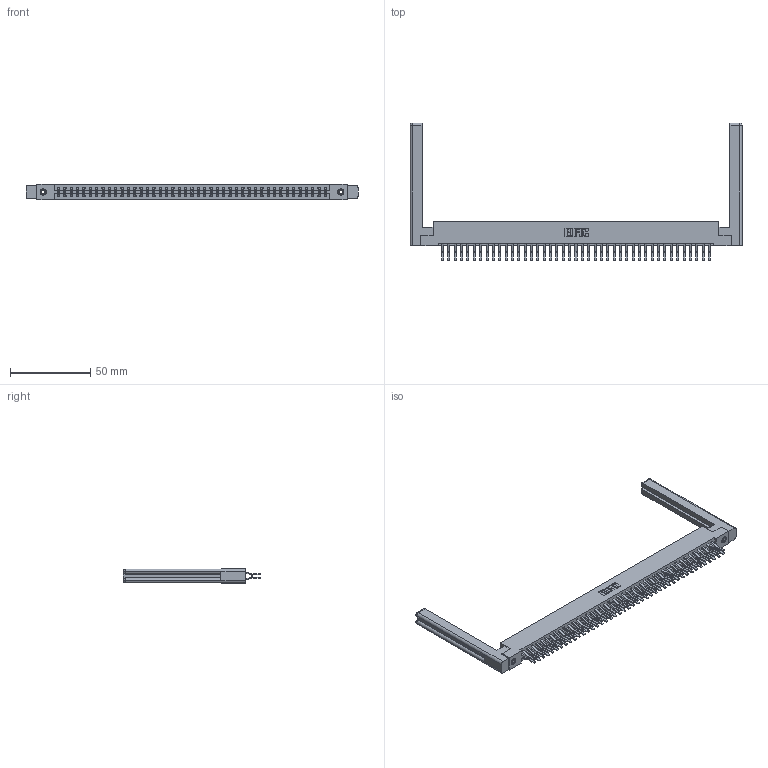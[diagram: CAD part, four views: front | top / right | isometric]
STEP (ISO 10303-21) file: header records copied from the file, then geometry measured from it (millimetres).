
FILE_DESCRIPTION (( 'STEP AP203' ), '1' );
FILE_NAME ('337-086-560-258.STEP', '2019-10-10T15:36:11', ( '' ), ( '' ), 'SwSTEP 2.0', 'SolidWorks 2016', '' );
FILE_SCHEMA (( 'CONFIG_CONTROL_DESIGN' ));
Length unit declared in the file: inch
Products named in the file (5): 307-220-058; 337-086-560-258; 337 Part_Flush Mounting Lugs - 0.156 Dia-TI; 345-292-001_560 Tail; 345-250-001_345-250-001-102
Assembly tree (91 placements, depth 2):
  337-086-560-258
    337 Part_Flush Mounting Lugs - 0.156 Dia-TI
    345-292-001_560 Tail  x86
    345-250-001_345-250-001-102  x2
    307-220-058  x2
Bounding box: 207.01 x 85.87 x 9.4 mm (x, y, z)
Volume: 29535.7 mm3; surface area: 32003.7 mm2
Topology: 91 solids, 91 shells, 5072 faces, 15027 edges, 9890 vertices
Faces by surface type: plane 3422, cylinder 1626, cone 12, torus 12
Entity records: 35932 total; most frequent: CARTESIAN_POINT 6061, ORIENTED_EDGE 5936, DIRECTION 5172, EDGE_CURVE 2968, VECTOR 2788, LINE 2788, VERTEX_POINT 1970, AXIS2_PLACEMENT_3D 1192
